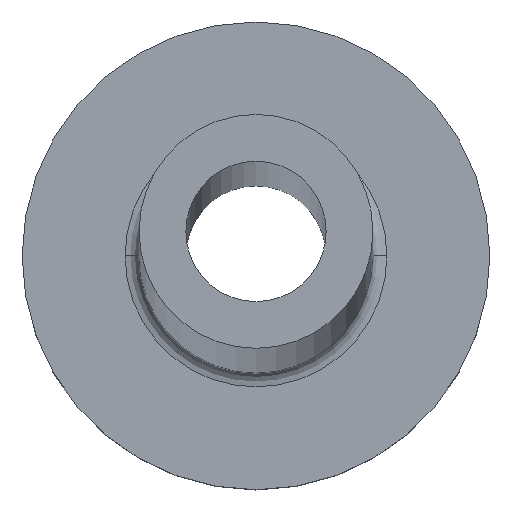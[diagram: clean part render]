
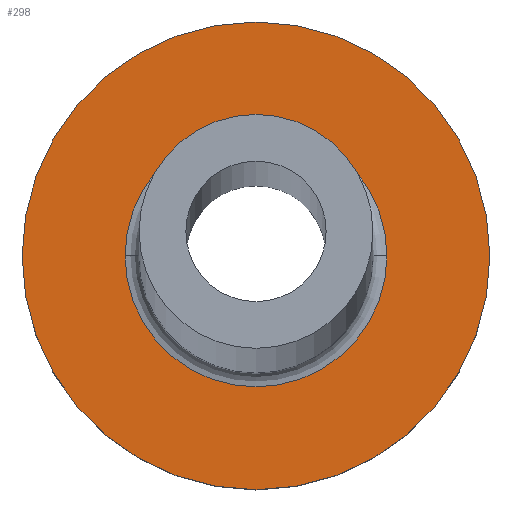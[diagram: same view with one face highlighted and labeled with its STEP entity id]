
A CAD part, top view. The second image highlights one B-rep face of the part: STEP entity #298.
In plain terms, the highlighted planar face has unit normal (0, 0, 1).
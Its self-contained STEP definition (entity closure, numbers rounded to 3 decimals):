
#4 = VERTEX_POINT ( 'NONE', #226 ) ;
#13 = CIRCLE ( 'NONE', #281, 2.8 ) ;
#15 = CIRCLE ( 'NONE', #60, 2.8 ) ;
#26 = FACE_OUTER_BOUND ( 'NONE', #217, .T. ) ;
#38 = ORIENTED_EDGE ( 'NONE', *, *, #79, .T. ) ;
#39 = CARTESIAN_POINT ( 'NONE',  ( -2.8, 0., 3. ) ) ;
#56 = VERTEX_POINT ( 'NONE', #39 ) ;
#60 = AXIS2_PLACEMENT_3D ( 'NONE', #121, #91, #146 ) ;
#72 = DIRECTION ( 'NONE',  ( 0., 0., 1. ) ) ;
#79 = EDGE_CURVE ( 'NONE', #189, #56, #13, .T. ) ;
#85 = DIRECTION ( 'NONE',  ( 1., 0., 0. ) ) ;
#89 = VERTEX_POINT ( 'NONE', #133 ) ;
#91 = DIRECTION ( 'NONE',  ( 0., 0., -1. ) ) ;
#92 = AXIS2_PLACEMENT_3D ( 'NONE', #267, #188, #381 ) ;
#105 = EDGE_CURVE ( 'NONE', #4, #89, #224, .T. ) ;
#117 = DIRECTION ( 'NONE',  ( 1., 0., 0. ) ) ;
#121 = CARTESIAN_POINT ( 'NONE',  ( 0., 0., 3. ) ) ;
#128 = EDGE_LOOP ( 'NONE', ( #38, #237 ) ) ;
#133 = CARTESIAN_POINT ( 'NONE',  ( -5., 0., 3. ) ) ;
#146 = DIRECTION ( 'NONE',  ( 1., 0., 0. ) ) ;
#147 = ORIENTED_EDGE ( 'NONE', *, *, #242, .T. ) ;
#161 = CARTESIAN_POINT ( 'NONE',  ( 0., 0., 3. ) ) ;
#181 = AXIS2_PLACEMENT_3D ( 'NONE', #316, #377, #117 ) ;
#188 = DIRECTION ( 'NONE',  ( 0., 0., 1. ) ) ;
#189 = VERTEX_POINT ( 'NONE', #231 ) ;
#217 = EDGE_LOOP ( 'NONE', ( #147, #266 ) ) ;
#224 = CIRCLE ( 'NONE', #342, 5. ) ;
#226 = CARTESIAN_POINT ( 'NONE',  ( 5., 0., 3. ) ) ;
#231 = CARTESIAN_POINT ( 'NONE',  ( 2.8, 0., 3. ) ) ;
#237 = ORIENTED_EDGE ( 'NONE', *, *, #306, .T. ) ;
#242 = EDGE_CURVE ( 'NONE', #89, #4, #255, .T. ) ;
#255 = CIRCLE ( 'NONE', #181, 5. ) ;
#261 = CARTESIAN_POINT ( 'NONE',  ( 0., 0., 3. ) ) ;
#266 = ORIENTED_EDGE ( 'NONE', *, *, #105, .T. ) ;
#267 = CARTESIAN_POINT ( 'NONE',  ( 0., 0., 3. ) ) ;
#281 = AXIS2_PLACEMENT_3D ( 'NONE', #261, #346, #85 ) ;
#289 = PLANE ( 'NONE',  #92 ) ;
#298 = ADVANCED_FACE ( 'NONE', ( #320, #26 ), #289, .T. ) ;
#304 = DIRECTION ( 'NONE',  ( 1., 0., 0. ) ) ;
#306 = EDGE_CURVE ( 'NONE', #56, #189, #15, .T. ) ;
#316 = CARTESIAN_POINT ( 'NONE',  ( 0., 0., 3. ) ) ;
#320 = FACE_BOUND ( 'NONE', #128, .T. ) ;
#342 = AXIS2_PLACEMENT_3D ( 'NONE', #161, #72, #304 ) ;
#346 = DIRECTION ( 'NONE',  ( 0., 0., -1. ) ) ;
#377 = DIRECTION ( 'NONE',  ( 0., 0., 1. ) ) ;
#381 = DIRECTION ( 'NONE',  ( 1., 0., 0. ) ) ;
